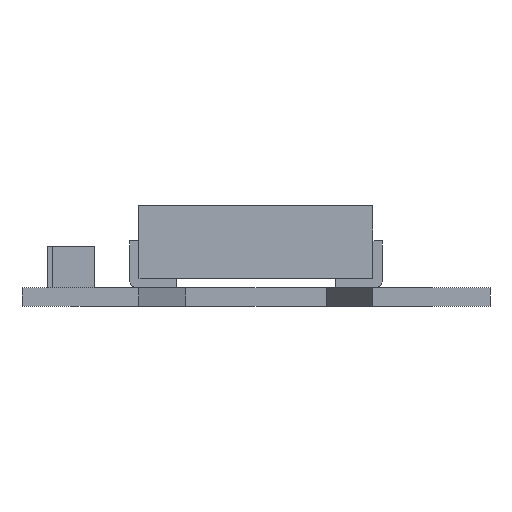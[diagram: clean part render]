
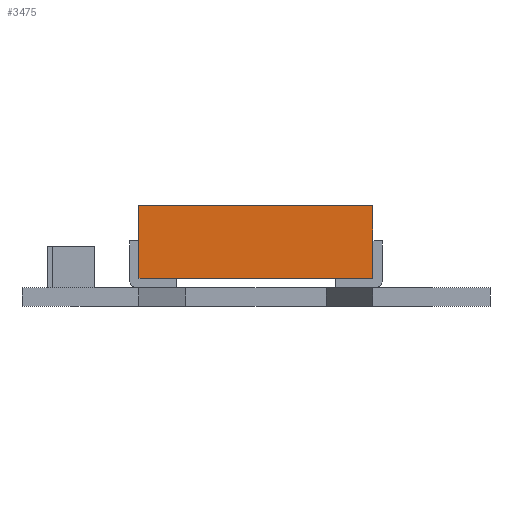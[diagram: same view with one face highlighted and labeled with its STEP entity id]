
A CAD part, front view. The second image highlights one B-rep face of the part: STEP entity #3475.
In plain terms, the highlighted face is planar.
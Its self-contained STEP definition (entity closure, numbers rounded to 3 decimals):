
#1920 = PLANE('',#1921);
#1921 = AXIS2_PLACEMENT_3D('',#1922,#1923,#1924);
#1922 = CARTESIAN_POINT('',(0.,1.55,0.));
#1923 = DIRECTION('',(0.,-1.,0.));
#1924 = DIRECTION('',(0.,0.,-1.));
#2084 = VERTEX_POINT('',#2085);
#2085 = CARTESIAN_POINT('',(2.5,1.55,-2.5));
#2092 = PLANE('',#2093);
#2093 = AXIS2_PLACEMENT_3D('',#2094,#2095,#2096);
#2094 = CARTESIAN_POINT('',(2.5,1.55,2.5));
#2095 = DIRECTION('',(-1.,0.,0.));
#2096 = DIRECTION('',(0.,0.,1.));
#2211 = PLANE('',#2212);
#2212 = AXIS2_PLACEMENT_3D('',#2213,#2214,#2215);
#2213 = CARTESIAN_POINT('',(0.,0.,0.));
#2214 = DIRECTION('',(0.,-1.,0.));
#2215 = DIRECTION('',(0.,0.,-1.));
#2522 = VERTEX_POINT('',#2523);
#2523 = CARTESIAN_POINT('',(2.5,0.,-2.5));
#2544 = EDGE_CURVE('',#2084,#2522,#2545,.T.);
#2545 = SURFACE_CURVE('',#2546,(#2550,#2557),.PCURVE_S1.);
#2546 = LINE('',#2547,#2548);
#2547 = CARTESIAN_POINT('',(2.5,1.55,-2.5));
#2548 = VECTOR('',#2549,1.);
#2549 = DIRECTION('',(0.,-1.,0.));
#2550 = PCURVE('',#2092,#2551);
#2551 = DEFINITIONAL_REPRESENTATION('',(#2552),#2556);
#2552 = LINE('',#2553,#2554);
#2553 = CARTESIAN_POINT('',(-5.,0.));
#2554 = VECTOR('',#2555,1.);
#2555 = DIRECTION('',(0.,-1.));
#2556 = ( GEOMETRIC_REPRESENTATION_CONTEXT(2) 
PARAMETRIC_REPRESENTATION_CONTEXT() REPRESENTATION_CONTEXT('2D SPACE',''
  ) );
#2557 = PCURVE('',#2558,#2563);
#2558 = PLANE('',#2559);
#2559 = AXIS2_PLACEMENT_3D('',#2560,#2561,#2562);
#2560 = CARTESIAN_POINT('',(-2.5,1.55,-2.5));
#2561 = DIRECTION('',(0.,0.,1.));
#2562 = DIRECTION('',(1.,0.,0.));
#2563 = DEFINITIONAL_REPRESENTATION('',(#2564),#2568);
#2564 = LINE('',#2565,#2566);
#2565 = CARTESIAN_POINT('',(5.,0.));
#2566 = VECTOR('',#2567,1.);
#2567 = DIRECTION('',(0.,-1.));
#2568 = ( GEOMETRIC_REPRESENTATION_CONTEXT(2) 
PARAMETRIC_REPRESENTATION_CONTEXT() REPRESENTATION_CONTEXT('2D SPACE',''
  ) );
#2636 = PLANE('',#2637);
#2637 = AXIS2_PLACEMENT_3D('',#2638,#2639,#2640);
#2638 = CARTESIAN_POINT('',(-2.5,1.55,2.5));
#2639 = DIRECTION('',(1.,0.,0.));
#2640 = DIRECTION('',(0.,0.,-1.));
#2947 = VERTEX_POINT('',#2948);
#2948 = CARTESIAN_POINT('',(-2.5,0.,-2.5));
#2969 = EDGE_CURVE('',#2522,#2947,#2970,.T.);
#2970 = SURFACE_CURVE('',#2971,(#2975,#2982),.PCURVE_S1.);
#2971 = LINE('',#2972,#2973);
#2972 = CARTESIAN_POINT('',(-2.5,0.,-2.5));
#2973 = VECTOR('',#2974,1.);
#2974 = DIRECTION('',(-1.,0.,0.));
#2975 = PCURVE('',#2211,#2976);
#2976 = DEFINITIONAL_REPRESENTATION('',(#2977),#2981);
#2977 = LINE('',#2978,#2979);
#2978 = CARTESIAN_POINT('',(2.5,-2.5));
#2979 = VECTOR('',#2980,1.);
#2980 = DIRECTION('',(0.,-1.));
#2981 = ( GEOMETRIC_REPRESENTATION_CONTEXT(2) 
PARAMETRIC_REPRESENTATION_CONTEXT() REPRESENTATION_CONTEXT('2D SPACE',''
  ) );
#2982 = PCURVE('',#2558,#2983);
#2983 = DEFINITIONAL_REPRESENTATION('',(#2984),#2988);
#2984 = LINE('',#2985,#2986);
#2985 = CARTESIAN_POINT('',(0.,-1.55));
#2986 = VECTOR('',#2987,1.);
#2987 = DIRECTION('',(-1.,0.));
#2988 = ( GEOMETRIC_REPRESENTATION_CONTEXT(2) 
PARAMETRIC_REPRESENTATION_CONTEXT() REPRESENTATION_CONTEXT('2D SPACE',''
  ) );
#3383 = VERTEX_POINT('',#3384);
#3384 = CARTESIAN_POINT('',(-2.5,1.55,-2.5));
#3405 = EDGE_CURVE('',#3383,#2947,#3406,.T.);
#3406 = SURFACE_CURVE('',#3407,(#3411,#3418),.PCURVE_S1.);
#3407 = LINE('',#3408,#3409);
#3408 = CARTESIAN_POINT('',(-2.5,1.55,-2.5));
#3409 = VECTOR('',#3410,1.);
#3410 = DIRECTION('',(0.,-1.,0.));
#3411 = PCURVE('',#2636,#3412);
#3412 = DEFINITIONAL_REPRESENTATION('',(#3413),#3417);
#3413 = LINE('',#3414,#3415);
#3414 = CARTESIAN_POINT('',(5.,0.));
#3415 = VECTOR('',#3416,1.);
#3416 = DIRECTION('',(0.,-1.));
#3417 = ( GEOMETRIC_REPRESENTATION_CONTEXT(2) 
PARAMETRIC_REPRESENTATION_CONTEXT() REPRESENTATION_CONTEXT('2D SPACE',''
  ) );
#3418 = PCURVE('',#2558,#3419);
#3419 = DEFINITIONAL_REPRESENTATION('',(#3420),#3424);
#3420 = LINE('',#3421,#3422);
#3421 = CARTESIAN_POINT('',(0.,0.));
#3422 = VECTOR('',#3423,1.);
#3423 = DIRECTION('',(0.,-1.));
#3424 = ( GEOMETRIC_REPRESENTATION_CONTEXT(2) 
PARAMETRIC_REPRESENTATION_CONTEXT() REPRESENTATION_CONTEXT('2D SPACE',''
  ) );
#3475 = ADVANCED_FACE('',(#3476),#2558,.F.);
#3476 = FACE_BOUND('',#3477,.T.);
#3477 = EDGE_LOOP('',(#3478,#3479,#3480,#3501));
#3478 = ORIENTED_EDGE('',*,*,#2969,.T.);
#3479 = ORIENTED_EDGE('',*,*,#3405,.F.);
#3480 = ORIENTED_EDGE('',*,*,#3481,.F.);
#3481 = EDGE_CURVE('',#2084,#3383,#3482,.T.);
#3482 = SURFACE_CURVE('',#3483,(#3487,#3494),.PCURVE_S1.);
#3483 = LINE('',#3484,#3485);
#3484 = CARTESIAN_POINT('',(-2.5,1.55,-2.5));
#3485 = VECTOR('',#3486,1.);
#3486 = DIRECTION('',(-1.,0.,0.));
#3487 = PCURVE('',#2558,#3488);
#3488 = DEFINITIONAL_REPRESENTATION('',(#3489),#3493);
#3489 = LINE('',#3490,#3491);
#3490 = CARTESIAN_POINT('',(0.,0.));
#3491 = VECTOR('',#3492,1.);
#3492 = DIRECTION('',(-1.,0.));
#3493 = ( GEOMETRIC_REPRESENTATION_CONTEXT(2) 
PARAMETRIC_REPRESENTATION_CONTEXT() REPRESENTATION_CONTEXT('2D SPACE',''
  ) );
#3494 = PCURVE('',#1920,#3495);
#3495 = DEFINITIONAL_REPRESENTATION('',(#3496),#3500);
#3496 = LINE('',#3497,#3498);
#3497 = CARTESIAN_POINT('',(2.5,-2.5));
#3498 = VECTOR('',#3499,1.);
#3499 = DIRECTION('',(0.,-1.));
#3500 = ( GEOMETRIC_REPRESENTATION_CONTEXT(2) 
PARAMETRIC_REPRESENTATION_CONTEXT() REPRESENTATION_CONTEXT('2D SPACE',''
  ) );
#3501 = ORIENTED_EDGE('',*,*,#2544,.T.);
